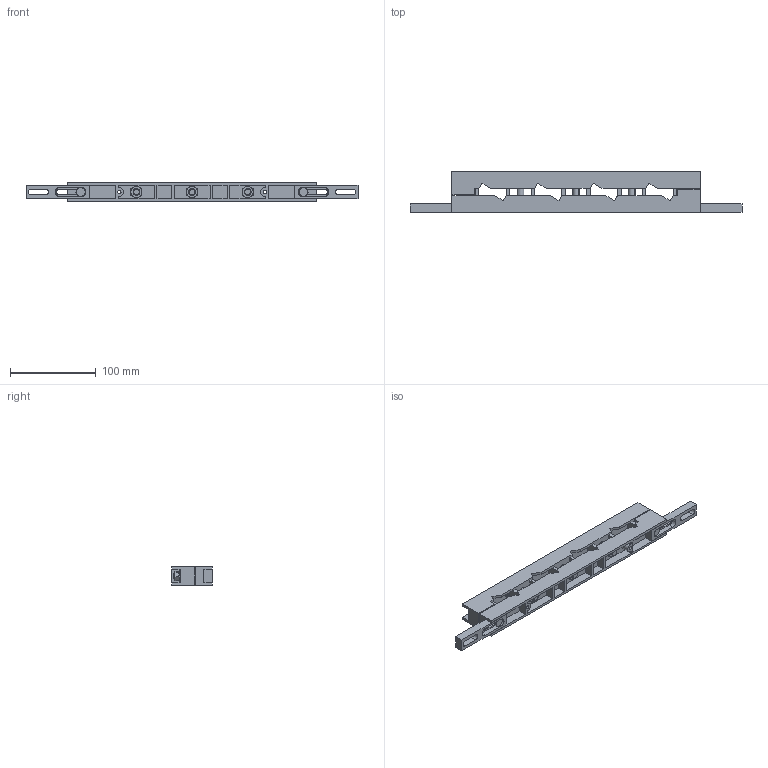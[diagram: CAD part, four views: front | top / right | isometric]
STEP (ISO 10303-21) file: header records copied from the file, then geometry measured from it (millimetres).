
FILE_DESCRIPTION(('STEP AP203'),'1');
FILE_NAME('fbss32x5.stp','2024-09-29T22:18:46',('TraceParts'),('TraceParts S.A.'),'Spatial InterOp 3D',' ',' ');
FILE_SCHEMA(('CONFIG_CONTROL_DESIGN'));
Length unit declared in the file: millimetre
Products named in the file (1): 1
Bounding box: 387.82 x 47.8 x 22 mm (x, y, z)
Volume: 164089.9 mm3; surface area: 97340.1 mm2
Topology: 16 solids, 16 shells, 633 faces, 1562 edges, 981 vertices
Faces by surface type: plane 421, cone 110, cylinder 96, torus 6
Entity records: 18966 total; most frequent: CARTESIAN_POINT 3886, ORIENTED_EDGE 3112, DIRECTION 3030, EDGE_CURVE 1556, LINE 1084, VECTOR 1084, VERTEX_POINT 981, AXIS2_PLACEMENT_3D 973
